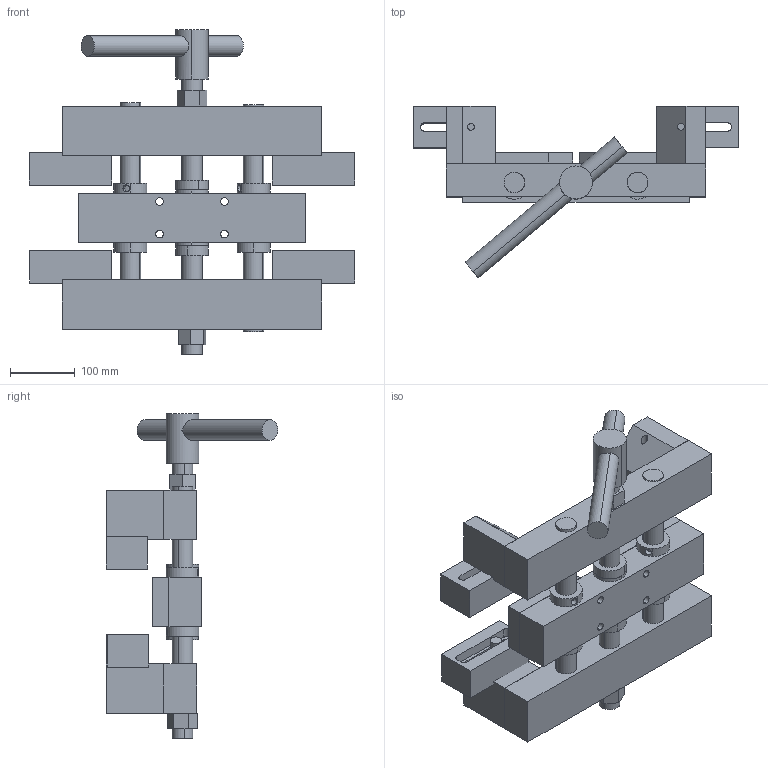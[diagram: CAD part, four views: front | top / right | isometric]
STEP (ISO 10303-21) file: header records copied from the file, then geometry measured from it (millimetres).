
FILE_DESCRIPTION (( 'STEP AP203' ), '1' );
FILE_NAME ('ViseAssembly.STEP', '2012-06-27T20:24:55', ( '' ), ( '' ), 'SwSTEP 2.0', 'SolidWorks 2010', '' );
FILE_SCHEMA (( 'CONFIG_CONTROL_DESIGN' ));
Length unit declared in the file: millimetre
Products named in the file (15): LargeNut; HandleCollar; Handle; Raiser; LongScrew; OtherClampBlock; ClampJaw; ClampBlock; ViseAssembly; FixedBlock; SupportShaft; ThreadedRod; MediumShaftCollar; SupportThrustWasher; MovingBlock
Assembly tree (32 placements, depth 2):
  ViseAssembly
    SupportShaft  x2
    MediumShaftCollar  x6
    ClampJaw  x4
    LongScrew  x4
    OtherClampBlock  x2
    Raiser  x2
    SupportThrustWasher  x2
    FixedBlock
    LargeNut  x2
    ClampBlock  x2
    MovingBlock  x2
    HandleCollar
    ThreadedRod
    Handle
Bounding box: 501.6 x 264.73 x 500.8 mm (x, y, z)
Volume: 8708661.2 mm3; surface area: 1013896.2 mm2
Topology: 32 solids, 32 shells, 335 faces, 804 edges, 536 vertices
Faces by surface type: plane 183, cylinder 152
Entity records: 6667 total; most frequent: CARTESIAN_POINT 1105, DIRECTION 782, ORIENTED_EDGE 660, EDGE_CURVE 330, AXIS2_PLACEMENT_3D 291, VERTEX_POINT 220, LINE 200, VECTOR 200
